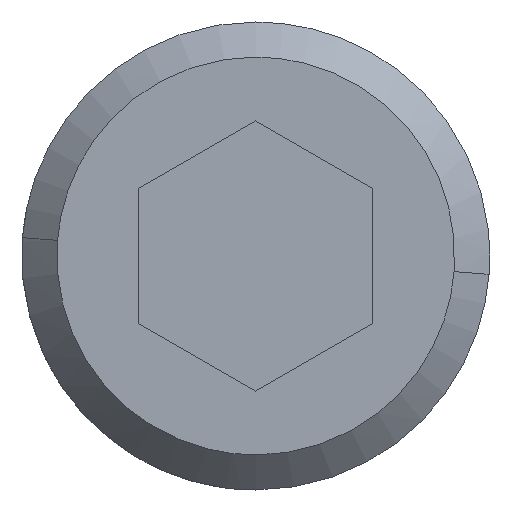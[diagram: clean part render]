
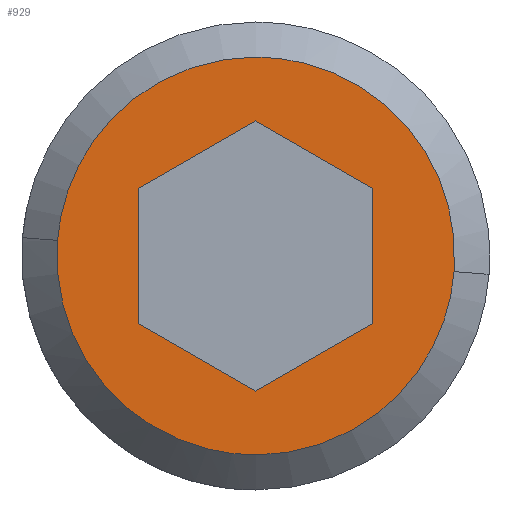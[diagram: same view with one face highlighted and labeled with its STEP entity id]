
A CAD part, front view. The second image highlights one B-rep face of the part: STEP entity #929.
In plain terms, the highlighted free-form (B-spline) face has degree [1, 1] with [2, 2] control points.
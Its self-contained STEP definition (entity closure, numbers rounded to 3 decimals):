
#611=CARTESIAN_POINT('',(4.237,-24.4,-0.333));
#612=VERTEX_POINT('',#611);
#618=CARTESIAN_POINT('',(0.0,-24.4,-4.25));
#619=VERTEX_POINT('',#618);
#620=CARTESIAN_POINT('',(0.0,-24.4,-4.25));
#621=CARTESIAN_POINT('',(3.929,-24.4,-4.25));
#622=CARTESIAN_POINT('',(4.237,-24.4,-0.333));
#630=(BOUNDED_CURVE()B_SPLINE_CURVE(2,(#620,#621,#622),.UNSPECIFIED.,.F.,.U.)B_SPLINE_CURVE_WITH_KNOTS((3,3),(0.0,0.236),.UNSPECIFIED.)CURVE()GEOMETRIC_REPRESENTATION_ITEM()RATIONAL_B_SPLINE_CURVE((1.0,0.723,0.97))REPRESENTATION_ITEM(''));
#631=EDGE_CURVE('',#619,#612,#630,.T.);
#633=CARTESIAN_POINT('',(-4.237,-24.4,0.333));
#634=VERTEX_POINT('',#633);
#635=CARTESIAN_POINT('',(-4.237,-24.4,0.333));
#636=CARTESIAN_POINT('',(-4.25,-24.4,0.167));
#637=CARTESIAN_POINT('',(-4.25,-24.4,0.));
#638=CARTESIAN_POINT('',(-4.25,-24.4,-4.25));
#639=CARTESIAN_POINT('',(0.0,-24.4,-4.25));
#647=(BOUNDED_CURVE()B_SPLINE_CURVE(2,(#635,#636,#637,#638,#639),.UNSPECIFIED.,.F.,.U.)B_SPLINE_CURVE_WITH_KNOTS((3,2,3),(0.736,0.75,1.0),.UNSPECIFIED.)CURVE()GEOMETRIC_REPRESENTATION_ITEM()RATIONAL_B_SPLINE_CURVE((0.97,0.984,1.0,0.707,1.0))REPRESENTATION_ITEM(''));
#648=EDGE_CURVE('',#634,#619,#647,.T.);
#682=CARTESIAN_POINT('',(0.0,-24.4,4.25));
#683=VERTEX_POINT('',#682);
#684=CARTESIAN_POINT('',(0.0,-24.4,4.25));
#685=CARTESIAN_POINT('',(-3.929,-24.4,4.25));
#686=CARTESIAN_POINT('',(-4.237,-24.4,0.333));
#694=(BOUNDED_CURVE()B_SPLINE_CURVE(2,(#684,#685,#686),.UNSPECIFIED.,.F.,.U.)B_SPLINE_CURVE_WITH_KNOTS((3,3),(0.5,0.736),.UNSPECIFIED.)CURVE()GEOMETRIC_REPRESENTATION_ITEM()RATIONAL_B_SPLINE_CURVE((1.0,0.723,0.97))REPRESENTATION_ITEM(''));
#695=EDGE_CURVE('',#683,#634,#694,.T.);
#697=CARTESIAN_POINT('',(4.237,-24.4,-0.333));
#698=CARTESIAN_POINT('',(4.25,-24.4,-0.167));
#699=CARTESIAN_POINT('',(4.25,-24.4,0.));
#700=CARTESIAN_POINT('',(4.25,-24.4,4.25));
#701=CARTESIAN_POINT('',(0.0,-24.4,4.25));
#709=(BOUNDED_CURVE()B_SPLINE_CURVE(2,(#697,#698,#699,#700,#701),.UNSPECIFIED.,.F.,.U.)B_SPLINE_CURVE_WITH_KNOTS((3,2,3),(0.236,0.25,0.5),.UNSPECIFIED.)CURVE()GEOMETRIC_REPRESENTATION_ITEM()RATIONAL_B_SPLINE_CURVE((0.97,0.984,1.0,0.707,1.0))REPRESENTATION_ITEM(''));
#710=EDGE_CURVE('',#612,#683,#709,.T.);
#783=CARTESIAN_POINT('',(2.5,-24.4,1.443));
#784=VERTEX_POINT('',#783);
#785=CARTESIAN_POINT('',(0.0,-24.4,2.887));
#786=VERTEX_POINT('',#785);
#787=CARTESIAN_POINT('',(2.5,-24.4,1.443));
#788=CARTESIAN_POINT('',(0.0,-24.4,2.887));
#789=QUASI_UNIFORM_CURVE('',1,(#787,#788),.UNSPECIFIED.,.F.,.U.);
#790=EDGE_CURVE('',#784,#786,#789,.T.);
#811=CARTESIAN_POINT('',(2.5,-24.4,-1.443));
#812=VERTEX_POINT('',#811);
#813=CARTESIAN_POINT('',(2.5,-24.4,-1.443));
#814=CARTESIAN_POINT('',(2.5,-24.4,1.443));
#815=QUASI_UNIFORM_CURVE('',1,(#813,#814),.UNSPECIFIED.,.F.,.U.);
#816=EDGE_CURVE('',#812,#784,#815,.T.);
#833=CARTESIAN_POINT('',(0.0,-24.4,-2.887));
#834=VERTEX_POINT('',#833);
#835=CARTESIAN_POINT('',(0.0,-24.4,-2.887));
#836=CARTESIAN_POINT('',(2.5,-24.4,-1.443));
#837=QUASI_UNIFORM_CURVE('',1,(#835,#836),.UNSPECIFIED.,.F.,.U.);
#838=EDGE_CURVE('',#834,#812,#837,.T.);
#855=CARTESIAN_POINT('',(-2.5,-24.4,-1.443));
#856=VERTEX_POINT('',#855);
#857=CARTESIAN_POINT('',(-2.5,-24.4,-1.443));
#858=CARTESIAN_POINT('',(0.0,-24.4,-2.887));
#859=QUASI_UNIFORM_CURVE('',1,(#857,#858),.UNSPECIFIED.,.F.,.U.);
#860=EDGE_CURVE('',#856,#834,#859,.T.);
#877=CARTESIAN_POINT('',(-2.5,-24.4,1.443));
#878=VERTEX_POINT('',#877);
#879=CARTESIAN_POINT('',(-2.5,-24.4,1.443));
#880=CARTESIAN_POINT('',(-2.5,-24.4,-1.443));
#881=QUASI_UNIFORM_CURVE('',1,(#879,#880),.UNSPECIFIED.,.F.,.U.);
#882=EDGE_CURVE('',#878,#856,#881,.T.);
#899=CARTESIAN_POINT('',(0.0,-24.4,2.887));
#900=CARTESIAN_POINT('',(-2.5,-24.4,1.443));
#901=QUASI_UNIFORM_CURVE('',1,(#899,#900),.UNSPECIFIED.,.F.,.U.);
#902=EDGE_CURVE('',#786,#878,#901,.T.);
#910=CARTESIAN_POINT('',(-4.673,-24.4,4.675));
#911=CARTESIAN_POINT('',(-4.673,-24.4,-4.675));
#912=CARTESIAN_POINT('',(4.673,-24.4,4.675));
#913=CARTESIAN_POINT('',(4.673,-24.4,-4.675));
#914=B_SPLINE_SURFACE_WITH_KNOTS('',1,1,((#910,#912),(#911,#913)),.UNSPECIFIED.,.F.,.F.,.U.,(2,2),(2,2),(0.0,9.349),(0.0,9.347),.UNSPECIFIED.);
#915=ORIENTED_EDGE('',*,*,#631,.T.);
#916=ORIENTED_EDGE('',*,*,#710,.T.);
#917=ORIENTED_EDGE('',*,*,#695,.T.);
#918=ORIENTED_EDGE('',*,*,#648,.T.);
#919=EDGE_LOOP('',(#915,#916,#917,#918));
#920=FACE_OUTER_BOUND('',#919,.T.);
#921=ORIENTED_EDGE('',*,*,#902,.F.);
#922=ORIENTED_EDGE('',*,*,#790,.F.);
#923=ORIENTED_EDGE('',*,*,#816,.F.);
#924=ORIENTED_EDGE('',*,*,#838,.F.);
#925=ORIENTED_EDGE('',*,*,#860,.F.);
#926=ORIENTED_EDGE('',*,*,#882,.F.);
#927=EDGE_LOOP('',(#921,#922,#923,#924,#925,#926));
#928=FACE_BOUND('',#927,.T.);
#929=ADVANCED_FACE('',(#920,#928),#914,.T.);
